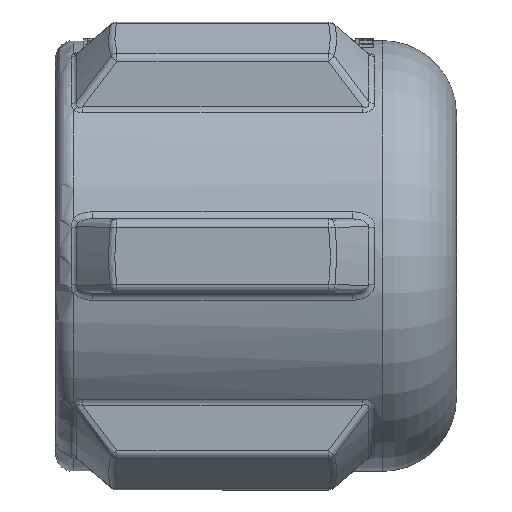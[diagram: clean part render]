
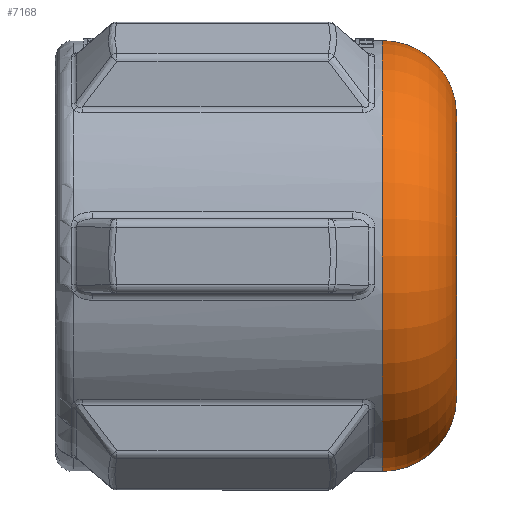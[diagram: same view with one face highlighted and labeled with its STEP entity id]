
A CAD part, front view. The second image highlights one B-rep face of the part: STEP entity #7168.
In plain terms, the highlighted toroidal (fillet/blend) face has major radius 12.065 mm and minor radius 6.35 mm.
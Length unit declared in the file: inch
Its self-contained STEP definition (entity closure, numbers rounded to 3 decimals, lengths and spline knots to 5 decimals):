
#296=FACE_BOUND($,#2579,.T.);
#2109=FACE_OUTER_BOUND($,#2578,.T.);
#2578=EDGE_LOOP($,(#6708));
#2579=EDGE_LOOP($,(#6709));
#2677=CIRCLE($,#7312,0.725);
#2857=CIRCLE($,#7752,0.475);
#2986=VERTEX_POINT($,#10659);
#3525=VERTEX_POINT($,#18487);
#3736=EDGE_CURVE($,#2986,#2986,#2677,.T.);
#4590=EDGE_CURVE($,#3525,#3525,#2857,.T.);
#6708=ORIENTED_EDGE($,*,*,#3736,.T.);
#6709=ORIENTED_EDGE($,*,*,#4590,.T.);
#6736=TOROIDAL_SURFACE($,#7751,0.475,0.25);
#7168=ADVANCED_FACE($,(#2109,#296),#6736,.T.);
#7312=AXIS2_PLACEMENT_3D($,#10660,#8062,#8063);
#7751=AXIS2_PLACEMENT_3D($,#18486,#9324,#9325);
#7752=AXIS2_PLACEMENT_3D($,#18488,#9326,#9327);
#8062=DIRECTION('center_axis',(1.,0.,0.));
#8063=DIRECTION('ref_axis',(0.,-1.,0.));
#9324=DIRECTION('center_axis',(1.,0.,0.));
#9325=DIRECTION('ref_axis',(0.,0.,-1.));
#9326=DIRECTION('center_axis',(-1.,0.,0.));
#9327=DIRECTION('ref_axis',(0.,-1.,0.));
#10659=CARTESIAN_POINT('',(1.1,0.725,0.));
#10660=CARTESIAN_POINT('Origin',(1.1,0.,0.));
#18486=CARTESIAN_POINT('Origin',(1.1,0.,0.));
#18487=CARTESIAN_POINT('',(1.35,0.475,0.));
#18488=CARTESIAN_POINT('Origin',(1.35,0.,0.));
